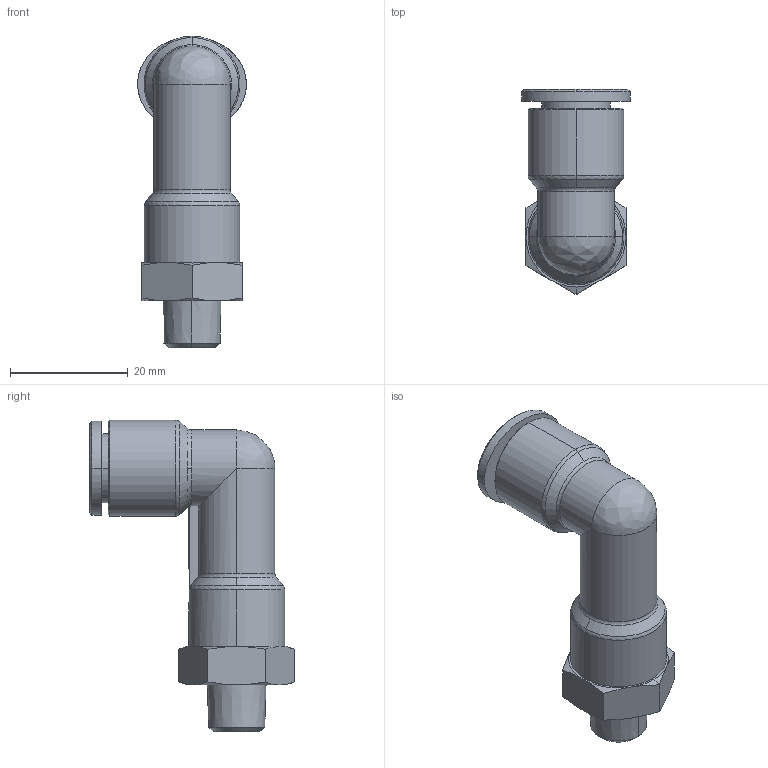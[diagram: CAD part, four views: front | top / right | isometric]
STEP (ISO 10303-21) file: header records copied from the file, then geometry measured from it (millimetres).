
FILE_DESCRIPTION (( 'STEP AP214' ), '1' );
FILE_NAME ('PLLP10-01.stp', '2015-09-15T14:58:48', ( '' ), ( '' ), 'SwSTEP 2.0', 'SolidWorks 2015', '' );
FILE_SCHEMA (( 'AUTOMOTIVE_DESIGN' ));
Length unit declared in the file: millimetre
Products named in the file (2): PLLP10-01; ~~~~~~~~~~~~~~ｦ+ﾃｦ1
Assembly tree (1 placements, depth 2):
  PLLP10-01
    ~~~~~~~~~~~~~~ｦ+ﾃｦ1
Bounding box: 18.5 x 34.81 x 52.95 mm (x, y, z)
Volume: 9473.7 mm3; surface area: 4790.9 mm2
Topology: 1 solids, 1 shells, 454 faces, 1283 edges, 847 vertices
Faces by surface type: plane 392, cone 31, cylinder 15, bspline 13, torus 3
Entity records: 15928 total; most frequent: CARTESIAN_POINT 3546, ORIENTED_EDGE 2564, DIRECTION 2199, EDGE_CURVE 1282, LINE 1145, VECTOR 1145, VERTEX_POINT 847, AXIS2_PLACEMENT_3D 527
